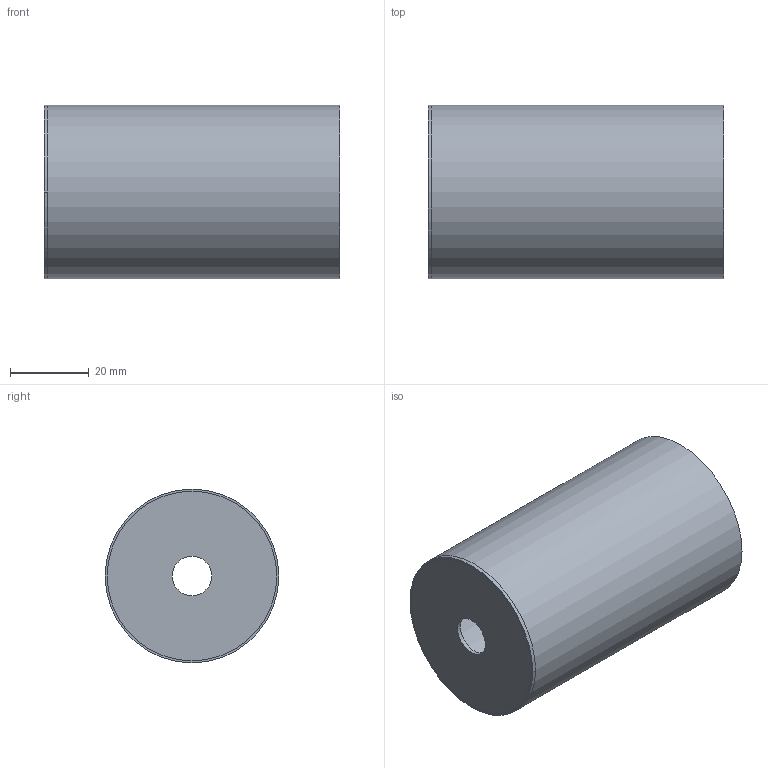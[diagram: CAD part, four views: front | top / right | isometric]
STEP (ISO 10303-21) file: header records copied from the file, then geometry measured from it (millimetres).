
FILE_DESCRIPTION(('FreeCAD Model'),'2;1');
FILE_NAME('Open CASCADE Shape Model','2023-02-20T21:04:05',(''),(''), 'Open CASCADE STEP processor 7.6','FreeCAD','Unknown');
FILE_SCHEMA(('AUTOMOTIVE_DESIGN { 1 0 10303 214 1 1 1 1 }'));
Length unit declared in the file: millimetre
Products named in the file (1): барабан
Bounding box: 75 x 44 x 44 mm (x, y, z)
Volume: 6498.4 mm3; surface area: 23279.2 mm2
Topology: 1 solids, 1 shells, 9 faces, 15 edges, 10 vertices
Faces by surface type: cylinder 5, plane 4
Full cylindrical faces by diameter (mm): 10 x1, 43 x1, 44 x1
Entity records: 451 total; most frequent: CARTESIAN_POINT 83, DIRECTION 72, ORIENTED_EDGE 30, PCURVE 30, DEFINITIONAL_REPRESENTATION 30, LINE 26, VECTOR 26, AXIS2_PLACEMENT_3D 20
